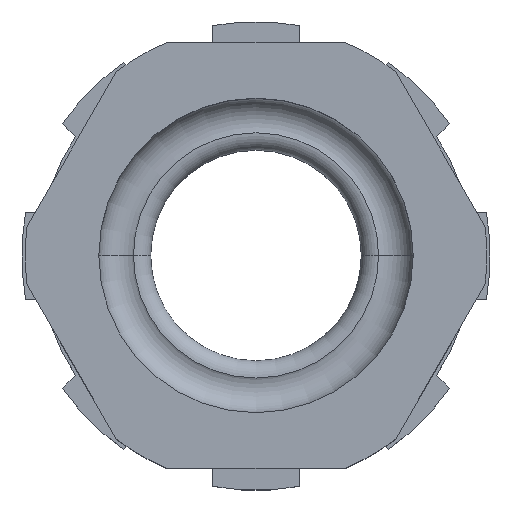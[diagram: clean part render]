
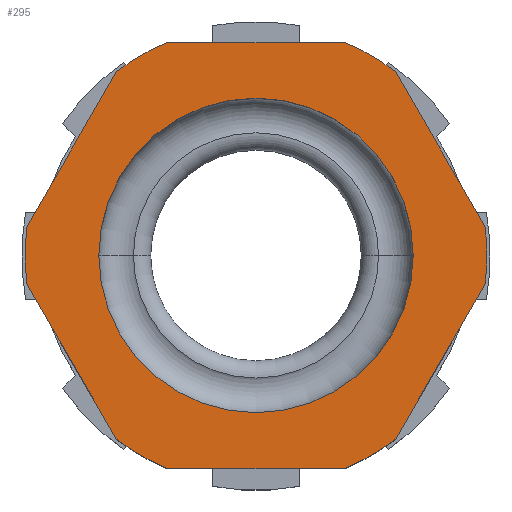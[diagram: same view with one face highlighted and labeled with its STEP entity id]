
A CAD part, top view. The second image highlights one B-rep face of the part: STEP entity #295.
In plain terms, the highlighted planar face has unit normal (0, 0, 1).
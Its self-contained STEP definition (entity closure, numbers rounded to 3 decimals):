
#174 = CARTESIAN_POINT ( 'NONE',  ( 0., 0., 33.5 ) ) ;
#178 = DIRECTION ( 'NONE',  ( 0., 0., 1. ) ) ;
#179 = DIRECTION ( 'NONE',  ( 1., 0., 0. ) ) ;
#180 = CARTESIAN_POINT ( 'NONE',  ( 0., 0., 33.5 ) ) ;
#181 = DIRECTION ( 'NONE',  ( 0., 0., 1. ) ) ;
#182 = DIRECTION ( 'NONE',  ( 1., 0., 0. ) ) ;
#183 = CARTESIAN_POINT ( 'NONE',  ( 0., 0., 33.5 ) ) ;
#184 = DIRECTION ( 'NONE',  ( 0., 0., 1. ) ) ;
#185 = DIRECTION ( 'NONE',  ( 1., 0., 0. ) ) ;
#186 = CARTESIAN_POINT ( 'NONE',  ( 0., 0., 33.5 ) ) ;
#187 = DIRECTION ( 'NONE',  ( 0., 0., 1. ) ) ;
#188 = DIRECTION ( 'NONE',  ( 1., 0., 0. ) ) ;
#189 = CARTESIAN_POINT ( 'NONE',  ( 0., 0., 33.5 ) ) ;
#190 = DIRECTION ( 'NONE',  ( 0., 0., 1. ) ) ;
#191 = DIRECTION ( 'NONE',  ( 1., 0., 0. ) ) ;
#192 = CARTESIAN_POINT ( 'NONE',  ( 0., 0., 33.5 ) ) ;
#193 = DIRECTION ( 'NONE',  ( 0., 0., 1. ) ) ;
#194 = DIRECTION ( 'NONE',  ( 1., 0., 0. ) ) ;
#195 = CARTESIAN_POINT ( 'NONE',  ( 0., 0., 33.5 ) ) ;
#196 = DIRECTION ( 'NONE',  ( 0., 0., 1. ) ) ;
#197 = DIRECTION ( 'NONE',  ( 1., 0., 0. ) ) ;
#199 = LINE ( 'NONE', #200, #2932 ) ;
#200 = CARTESIAN_POINT ( 'NONE',  ( 17.032, 0., 33.5 ) ) ;
#201 = DIRECTION ( 'NONE',  ( -0.5, 0.866, 0. ) ) ;
#208 = LINE ( 'NONE', #209, #2935 ) ;
#209 = CARTESIAN_POINT ( 'NONE',  ( 8.516, -14.75, 33.5 ) ) ;
#210 = DIRECTION ( 'NONE',  ( 0.5, 0.866, 0. ) ) ;
#214 = LINE ( 'NONE', #215, #2937 ) ;
#215 = CARTESIAN_POINT ( 'NONE',  ( -8.516, -14.75, 33.5 ) ) ;
#216 = DIRECTION ( 'NONE',  ( 1., 0., 0. ) ) ;
#223 = LINE ( 'NONE', #224, #2940 ) ;
#224 = CARTESIAN_POINT ( 'NONE',  ( -17.032, 0., 33.5 ) ) ;
#225 = DIRECTION ( 'NONE',  ( 0.5, -0.866, 0. ) ) ;
#232 = LINE ( 'NONE', #233, #2943 ) ;
#233 = CARTESIAN_POINT ( 'NONE',  ( -8.516, 14.75, 33.5 ) ) ;
#234 = DIRECTION ( 'NONE',  ( -0.5, -0.866, 0. ) ) ;
#241 = LINE ( 'NONE', #242, #2946 ) ;
#242 = CARTESIAN_POINT ( 'NONE',  ( 8.516, 14.75, 33.5 ) ) ;
#243 = DIRECTION ( 'NONE',  ( -1., 0., 0. ) ) ;
#295 = ADVANCED_FACE ( 'NONE', ( #673, #674 ), #899, .T. ) ;
#473 = CARTESIAN_POINT ( 'NONE',  ( -10.9, 0., 33.5 ) ) ;
#622 = CARTESIAN_POINT ( 'NONE',  ( 0., 0., 33.5 ) ) ;
#623 = DIRECTION ( 'NONE',  ( 0., 0., 1. ) ) ;
#624 = DIRECTION ( 'NONE',  ( 1., 0., 0. ) ) ;
#669 = AXIS2_PLACEMENT_3D ( 'NONE', #900, #901, #902 ) ;
#673 = FACE_BOUND ( 'NONE', #823, .T. ) ;
#674 = FACE_OUTER_BOUND ( 'NONE', #824, .T. ) ;
#823 = EDGE_LOOP ( 'NONE', ( #2084, #2088 ) ) ;
#824 = EDGE_LOOP ( 'NONE', ( #2086, #2089, #2087, #2090, #2091, #2092, #2093, #2094, #2095, #2096, #2098, #2099, #2097 ) ) ;
#899 = PLANE ( 'NONE',  #669 ) ;
#900 = CARTESIAN_POINT ( 'NONE',  ( 0., 0., 33.5 ) ) ;
#901 = DIRECTION ( 'NONE',  ( 0., 0., 1. ) ) ;
#902 = DIRECTION ( 'NONE',  ( 1., 0., 0. ) ) ;
#1174 = VERTEX_POINT ( 'NONE', #1605 ) ;
#1190 = VERTEX_POINT ( 'NONE', #1621 ) ;
#1191 = VERTEX_POINT ( 'NONE', #1622 ) ;
#1192 = VERTEX_POINT ( 'NONE', #1623 ) ;
#1195 = VERTEX_POINT ( 'NONE', #1626 ) ;
#1196 = VERTEX_POINT ( 'NONE', #1627 ) ;
#1198 = VERTEX_POINT ( 'NONE', #1629 ) ;
#1201 = VERTEX_POINT ( 'NONE', #1632 ) ;
#1203 = VERTEX_POINT ( 'NONE', #1634 ) ;
#1206 = VERTEX_POINT ( 'NONE', #1637 ) ;
#1208 = VERTEX_POINT ( 'NONE', #1639 ) ;
#1212 = VERTEX_POINT ( 'NONE', #1643 ) ;
#1213 = VERTEX_POINT ( 'NONE', #1644 ) ;
#1230 = VERTEX_POINT ( 'NONE', #1661 ) ;
#1468 = CIRCLE ( 'NONE', #2918, 16. ) ;
#1469 = CIRCLE ( 'NONE', #2920, 16. ) ;
#1470 = CIRCLE ( 'NONE', #2923, 16. ) ;
#1471 = CIRCLE ( 'NONE', #2925, 16. ) ;
#1472 = CIRCLE ( 'NONE', #2927, 16. ) ;
#1473 = CIRCLE ( 'NONE', #2928, 16. ) ;
#1474 = CIRCLE ( 'NONE', #2929, 10.9 ) ;
#1495 = CIRCLE ( 'NONE', #3170, 10.9 ) ;
#1568 = AXIS2_PLACEMENT_3D ( 'NONE', #622, #623, #624 ) ;
#1605 = CARTESIAN_POINT ( 'NONE',  ( 15.874, -2.006, 33.5 ) ) ;
#1621 = CARTESIAN_POINT ( 'NONE',  ( 9.674, 12.744, 33.5 ) ) ;
#1622 = CARTESIAN_POINT ( 'NONE',  ( 15.874, 2.006, 33.5 ) ) ;
#1623 = CARTESIAN_POINT ( 'NONE',  ( 9.674, -12.744, 33.5 ) ) ;
#1626 = CARTESIAN_POINT ( 'NONE',  ( 6.2, -14.75, 33.5 ) ) ;
#1627 = CARTESIAN_POINT ( 'NONE',  ( -6.2, -14.75, 33.5 ) ) ;
#1629 = CARTESIAN_POINT ( 'NONE',  ( -9.674, -12.744, 33.5 ) ) ;
#1632 = CARTESIAN_POINT ( 'NONE',  ( -15.874, -2.006, 33.5 ) ) ;
#1634 = CARTESIAN_POINT ( 'NONE',  ( -15.874, 2.006, 33.5 ) ) ;
#1637 = CARTESIAN_POINT ( 'NONE',  ( -9.674, 12.744, 33.5 ) ) ;
#1639 = CARTESIAN_POINT ( 'NONE',  ( -6.2, 14.75, 33.5 ) ) ;
#1643 = CARTESIAN_POINT ( 'NONE',  ( 16., 0., 33.5 ) ) ;
#1644 = CARTESIAN_POINT ( 'NONE',  ( 6.2, 14.75, 33.5 ) ) ;
#1661 = CARTESIAN_POINT ( 'NONE',  ( 10.9, 0., 33.5 ) ) ;
#1880 = CIRCLE ( 'NONE', #1568, 16. ) ;
#2084 = ORIENTED_EDGE ( 'NONE', *, *, #3053, .F. ) ;
#2086 = ORIENTED_EDGE ( 'NONE', *, *, #3054, .T. ) ;
#2087 = ORIENTED_EDGE ( 'NONE', *, *, #3068, .T. ) ;
#2088 = ORIENTED_EDGE ( 'NONE', *, *, #3106, .F. ) ;
#2089 = ORIENTED_EDGE ( 'NONE', *, *, #3052, .T. ) ;
#2090 = ORIENTED_EDGE ( 'NONE', *, *, #3051, .T. ) ;
#2091 = ORIENTED_EDGE ( 'NONE', *, *, #3065, .T. ) ;
#2092 = ORIENTED_EDGE ( 'NONE', *, *, #3050, .T. ) ;
#2093 = ORIENTED_EDGE ( 'NONE', *, *, #3062, .T. ) ;
#2094 = ORIENTED_EDGE ( 'NONE', *, *, #3049, .T. ) ;
#2095 = ORIENTED_EDGE ( 'NONE', *, *, #3059, .T. ) ;
#2096 = ORIENTED_EDGE ( 'NONE', *, *, #3048, .T. ) ;
#2097 = ORIENTED_EDGE ( 'NONE', *, *, #3047, .T. ) ;
#2098 = ORIENTED_EDGE ( 'NONE', *, *, #3057, .T. ) ;
#2099 = ORIENTED_EDGE ( 'NONE', *, *, #2976, .T. ) ;
#2303 = VERTEX_POINT ( 'NONE', #473 ) ;
#2687 = CARTESIAN_POINT ( 'NONE',  ( 0., 0., 33.5 ) ) ;
#2694 = DIRECTION ( 'NONE',  ( 0., 0., 1. ) ) ;
#2695 = DIRECTION ( 'NONE',  ( 1., 0., 0. ) ) ;
#2918 = AXIS2_PLACEMENT_3D ( 'NONE', #174, #178, #179 ) ;
#2920 = AXIS2_PLACEMENT_3D ( 'NONE', #180, #181, #182 ) ;
#2923 = AXIS2_PLACEMENT_3D ( 'NONE', #183, #184, #185 ) ;
#2925 = AXIS2_PLACEMENT_3D ( 'NONE', #186, #187, #188 ) ;
#2927 = AXIS2_PLACEMENT_3D ( 'NONE', #189, #190, #191 ) ;
#2928 = AXIS2_PLACEMENT_3D ( 'NONE', #192, #193, #194 ) ;
#2929 = AXIS2_PLACEMENT_3D ( 'NONE', #195, #196, #197 ) ;
#2932 = VECTOR ( 'NONE', #201, 1000. ) ;
#2935 = VECTOR ( 'NONE', #210, 1000. ) ;
#2937 = VECTOR ( 'NONE', #216, 1000. ) ;
#2940 = VECTOR ( 'NONE', #225, 1000. ) ;
#2943 = VECTOR ( 'NONE', #234, 1000. ) ;
#2946 = VECTOR ( 'NONE', #243, 1000. ) ;
#2976 = EDGE_CURVE ( 'NONE', #1174, #1212, #1880, .T. ) ;
#3047 = EDGE_CURVE ( 'NONE', #1212, #1191, #1468, .T. ) ;
#3048 = EDGE_CURVE ( 'NONE', #1195, #1192, #1469, .T. ) ;
#3049 = EDGE_CURVE ( 'NONE', #1198, #1196, #1470, .T. ) ;
#3050 = EDGE_CURVE ( 'NONE', #1203, #1201, #1471, .T. ) ;
#3051 = EDGE_CURVE ( 'NONE', #1208, #1206, #1472, .T. ) ;
#3052 = EDGE_CURVE ( 'NONE', #1190, #1213, #1473, .T. ) ;
#3053 = EDGE_CURVE ( 'NONE', #1230, #2303, #1474, .T. ) ;
#3054 = EDGE_CURVE ( 'NONE', #1191, #1190, #199, .T. ) ;
#3057 = EDGE_CURVE ( 'NONE', #1192, #1174, #208, .T. ) ;
#3059 = EDGE_CURVE ( 'NONE', #1196, #1195, #214, .T. ) ;
#3062 = EDGE_CURVE ( 'NONE', #1201, #1198, #223, .T. ) ;
#3065 = EDGE_CURVE ( 'NONE', #1206, #1203, #232, .T. ) ;
#3068 = EDGE_CURVE ( 'NONE', #1213, #1208, #241, .T. ) ;
#3106 = EDGE_CURVE ( 'NONE', #2303, #1230, #1495, .T. ) ;
#3170 = AXIS2_PLACEMENT_3D ( 'NONE', #2687, #2694, #2695 ) ;
